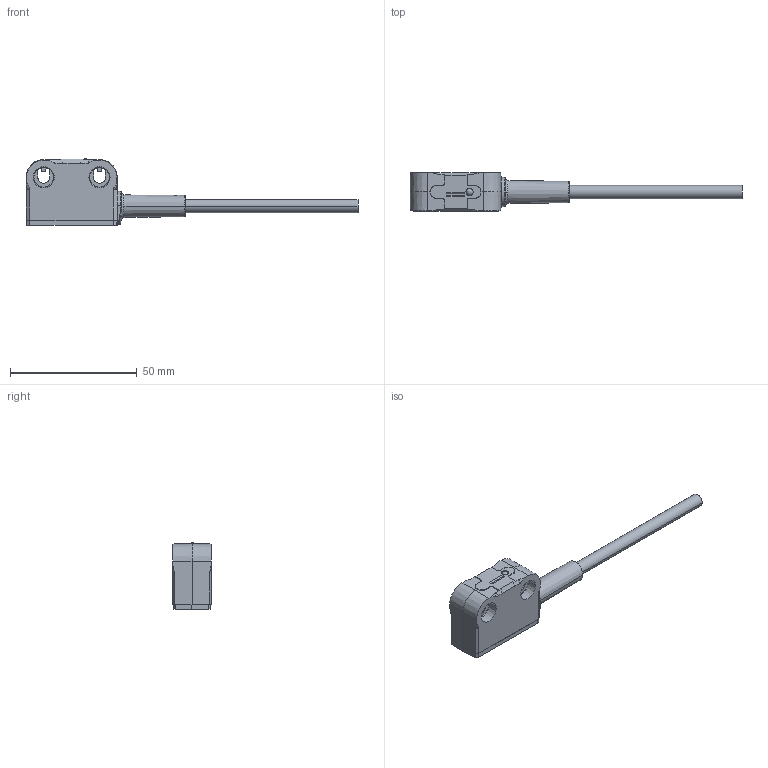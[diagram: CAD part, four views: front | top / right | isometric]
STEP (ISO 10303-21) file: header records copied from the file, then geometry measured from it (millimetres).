
FILE_DESCRIPTION((''),'2;1');
FILE_NAME('209643_ASM','2019-03-28T14:10:57',('pdmadmin'),('BANNER ENGINEERING'),'CREO PARAMETRIC BY PTC INC, 2018300','CREO PARAMETRIC BY PTC INC, 2018300','');
FILE_SCHEMA(('CONFIG_CONTROL_DESIGN'));
Length unit declared in the file: millimetre
Products named in the file (2): SI-RF_SAFETY_SWITCH_PARALLEL; 209643_ASM
Assembly tree (1 placements, depth 2):
  209643_ASM
    SI-RF_SAFETY_SWITCH_PARALLEL
Bounding box: 131 x 15 x 26.38 mm (x, y, z)
Volume: 8938.9 mm3; surface area: 9819.5 mm2
Topology: 2 solids, 2 shells, 677 faces, 1668 edges, 979 vertices
Faces by surface type: cylinder 226, plane 168, bspline 103, torus 75, cone 75, sphere 30
Entity records: 25248 total; most frequent: CARTESIAN_POINT 10009, ORIENTED_EDGE 3270, DIRECTION 3102, EDGE_CURVE 1635, AXIS2_PLACEMENT_3D 1201, VERTEX_POINT 979, VECTOR 700, LINE 700
